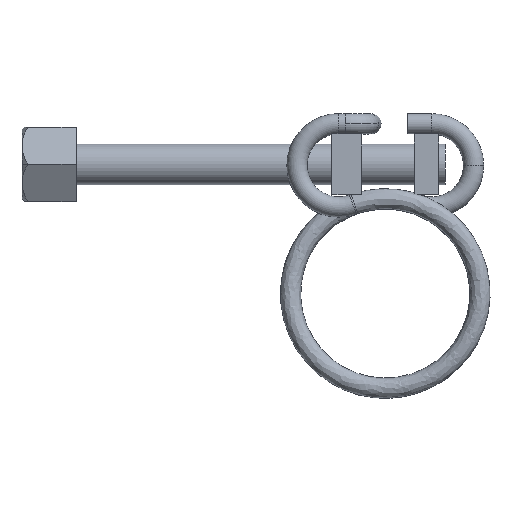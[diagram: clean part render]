
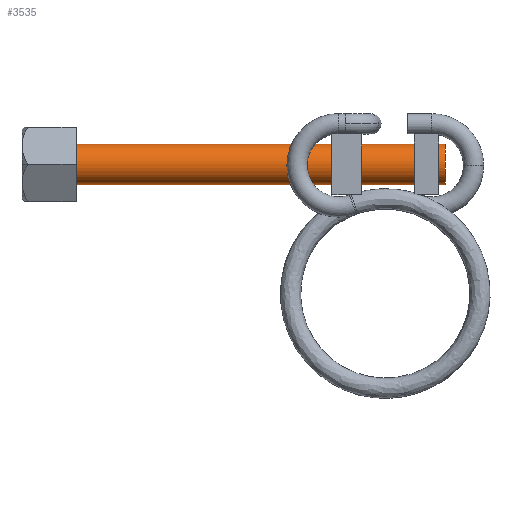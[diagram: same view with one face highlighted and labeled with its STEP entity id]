
A CAD part, top view. The second image highlights one B-rep face of the part: STEP entity #3535.
In plain terms, the highlighted cylindrical face has radius 1.5 mm (diameter 3 mm), a partial arc.
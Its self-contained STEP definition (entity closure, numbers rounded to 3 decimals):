
#422 = DIRECTION ( 'NONE',  ( 0., -1., 0. ) ) ;
#555 = ORIENTED_EDGE ( 'NONE', *, *, #6846, .F. ) ;
#1088 = CARTESIAN_POINT ( 'NONE',  ( 4.447, 9.55, 0. ) ) ;
#1167 = VERTEX_POINT ( 'NONE', #5875 ) ;
#1475 = VECTOR ( 'NONE', #2792, 1000. ) ;
#1547 = CARTESIAN_POINT ( 'NONE',  ( 4.447, 8.05, 0. ) ) ;
#1593 = VERTEX_POINT ( 'NONE', #8365 ) ;
#1880 = LINE ( 'NONE', #8670, #2765 ) ;
#1930 = AXIS2_PLACEMENT_3D ( 'NONE', #4479, #7247, #3053 ) ;
#2202 = CIRCLE ( 'NONE', #3911, 1.5 ) ;
#2765 = VECTOR ( 'NONE', #8763, 1000. ) ;
#2792 = DIRECTION ( 'NONE',  ( -1., 0., 0. ) ) ;
#3053 = DIRECTION ( 'NONE',  ( 0., 1., 0. ) ) ;
#3263 = LINE ( 'NONE', #4739, #1475 ) ;
#3535 = ADVANCED_FACE ( 'NONE', ( #3806 ), #3767, .T. ) ;
#3652 = ORIENTED_EDGE ( 'NONE', *, *, #5889, .F. ) ;
#3767 = CYLINDRICAL_SURFACE ( 'NONE', #8208, 1.5 ) ;
#3806 = FACE_OUTER_BOUND ( 'NONE', #4423, .T. ) ;
#3837 = DIRECTION ( 'NONE',  ( 1., 0., 0. ) ) ;
#3911 = AXIS2_PLACEMENT_3D ( 'NONE', #1088, #3837, #6586 ) ;
#4006 = CARTESIAN_POINT ( 'NONE',  ( 4.447, 11.05, 0. ) ) ;
#4382 = CIRCLE ( 'NONE', #1930, 1.5 ) ;
#4423 = EDGE_LOOP ( 'NONE', ( #555, #7142, #8492, #3652 ) ) ;
#4479 = CARTESIAN_POINT ( 'NONE',  ( -22.853, 9.55, 0. ) ) ;
#4739 = CARTESIAN_POINT ( 'NONE',  ( 4.447, 11.05, 0. ) ) ;
#5403 = VERTEX_POINT ( 'NONE', #1547 ) ;
#5875 = CARTESIAN_POINT ( 'NONE',  ( -22.853, 11.05, 0. ) ) ;
#5889 = EDGE_CURVE ( 'NONE', #5403, #1593, #1880, .T. ) ;
#6077 = VERTEX_POINT ( 'NONE', #4006 ) ;
#6232 = EDGE_CURVE ( 'NONE', #6077, #1167, #3263, .T. ) ;
#6586 = DIRECTION ( 'NONE',  ( 0., 1., 0. ) ) ;
#6846 = EDGE_CURVE ( 'NONE', #6077, #5403, #2202, .T. ) ;
#7142 = ORIENTED_EDGE ( 'NONE', *, *, #6232, .T. ) ;
#7247 = DIRECTION ( 'NONE',  ( 1., 0., 0. ) ) ;
#8208 = AXIS2_PLACEMENT_3D ( 'NONE', #8802, #8753, #422 ) ;
#8365 = CARTESIAN_POINT ( 'NONE',  ( -22.853, 8.05, 0. ) ) ;
#8492 = ORIENTED_EDGE ( 'NONE', *, *, #8646, .T. ) ;
#8646 = EDGE_CURVE ( 'NONE', #1167, #1593, #4382, .T. ) ;
#8670 = CARTESIAN_POINT ( 'NONE',  ( 4.447, 8.05, 0. ) ) ;
#8753 = DIRECTION ( 'NONE',  ( -1., 0., 0. ) ) ;
#8763 = DIRECTION ( 'NONE',  ( -1., 0., 0. ) ) ;
#8802 = CARTESIAN_POINT ( 'NONE',  ( 4.447, 9.55, 0. ) ) ;
